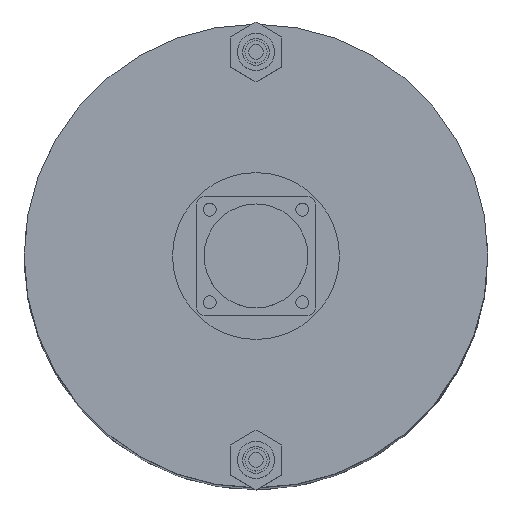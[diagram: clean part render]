
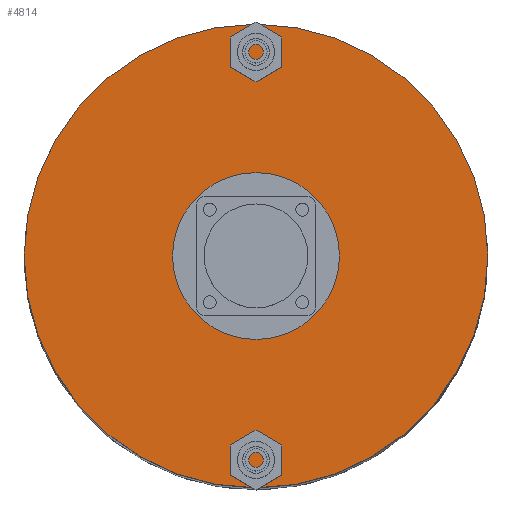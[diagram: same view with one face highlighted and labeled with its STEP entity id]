
A CAD part, top view. The second image highlights one B-rep face of the part: STEP entity #4814.
In plain terms, the highlighted planar face has unit normal (0, 0, 1).
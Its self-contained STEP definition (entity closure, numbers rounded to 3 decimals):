
#137 = DIRECTION ( 'NONE',  ( 1., 0., 0. ) ) ;
#264 = EDGE_CURVE ( 'NONE', #4339, #1759, #4155, .T. ) ;
#329 = PLANE ( 'NONE',  #3296 ) ;
#366 = DIRECTION ( 'NONE',  ( 0., 0., 1. ) ) ;
#450 = ORIENTED_EDGE ( 'NONE', *, *, #264, .F. ) ;
#453 = DIRECTION ( 'NONE',  ( 1., 0., 0. ) ) ;
#525 = DIRECTION ( 'NONE',  ( 1., 0., 0. ) ) ;
#626 = CIRCLE ( 'NONE', #2761, 62.5 ) ;
#792 = DIRECTION ( 'NONE',  ( 0., 0., 1. ) ) ;
#832 = CARTESIAN_POINT ( 'NONE',  ( 0., 0., 35.5 ) ) ;
#877 = AXIS2_PLACEMENT_3D ( 'NONE', #832, #792, #453 ) ;
#905 = DIRECTION ( 'NONE',  ( 0., 0., 1. ) ) ;
#959 = VERTEX_POINT ( 'NONE', #2938 ) ;
#1244 = CARTESIAN_POINT ( 'NONE',  ( 0., 0., 35.5 ) ) ;
#1257 = DIRECTION ( 'NONE',  ( 0., 0., 1. ) ) ;
#1405 = FACE_BOUND ( 'NONE', #1468, .T. ) ;
#1468 = EDGE_LOOP ( 'NONE', ( #450, #4513 ) ) ;
#1574 = VERTEX_POINT ( 'NONE', #4023 ) ;
#1759 = VERTEX_POINT ( 'NONE', #4491 ) ;
#2091 = AXIS2_PLACEMENT_3D ( 'NONE', #4263, #1257, #137 ) ;
#2167 = EDGE_CURVE ( 'NONE', #959, #1574, #626, .T. ) ;
#2220 = CARTESIAN_POINT ( 'NONE',  ( 0., 0., 35.5 ) ) ;
#2484 = EDGE_CURVE ( 'NONE', #1759, #4339, #3017, .T. ) ;
#2491 = CIRCLE ( 'NONE', #877, 62.5 ) ;
#2565 = DIRECTION ( 'NONE',  ( 1., 0., 0. ) ) ;
#2573 = EDGE_CURVE ( 'NONE', #1574, #959, #2491, .T. ) ;
#2761 = AXIS2_PLACEMENT_3D ( 'NONE', #1244, #905, #525 ) ;
#2853 = FACE_OUTER_BOUND ( 'NONE', #3982, .T. ) ;
#2938 = CARTESIAN_POINT ( 'NONE',  ( -62.5, 0., 35.5 ) ) ;
#2963 = DIRECTION ( 'NONE',  ( 1., 0., 0. ) ) ;
#2968 = CARTESIAN_POINT ( 'NONE',  ( 0., 0., 35.5 ) ) ;
#3017 = CIRCLE ( 'NONE', #3433, 22.5 ) ;
#3200 = ORIENTED_EDGE ( 'NONE', *, *, #2167, .T. ) ;
#3296 = AXIS2_PLACEMENT_3D ( 'NONE', #2968, #366, #2565 ) ;
#3409 = CARTESIAN_POINT ( 'NONE',  ( -22.5, 0., 35.5 ) ) ;
#3433 = AXIS2_PLACEMENT_3D ( 'NONE', #2220, #4479, #2963 ) ;
#3792 = ORIENTED_EDGE ( 'NONE', *, *, #2573, .T. ) ;
#3982 = EDGE_LOOP ( 'NONE', ( #3200, #3792 ) ) ;
#4023 = CARTESIAN_POINT ( 'NONE',  ( 62.5, 0., 35.5 ) ) ;
#4155 = CIRCLE ( 'NONE', #2091, 22.5 ) ;
#4263 = CARTESIAN_POINT ( 'NONE',  ( 0., 0., 35.5 ) ) ;
#4339 = VERTEX_POINT ( 'NONE', #3409 ) ;
#4479 = DIRECTION ( 'NONE',  ( 0., 0., 1. ) ) ;
#4491 = CARTESIAN_POINT ( 'NONE',  ( 22.5, 0., 35.5 ) ) ;
#4513 = ORIENTED_EDGE ( 'NONE', *, *, #2484, .F. ) ;
#4814 = ADVANCED_FACE ( 'NONE', ( #1405, #2853 ), #329, .T. ) ;
